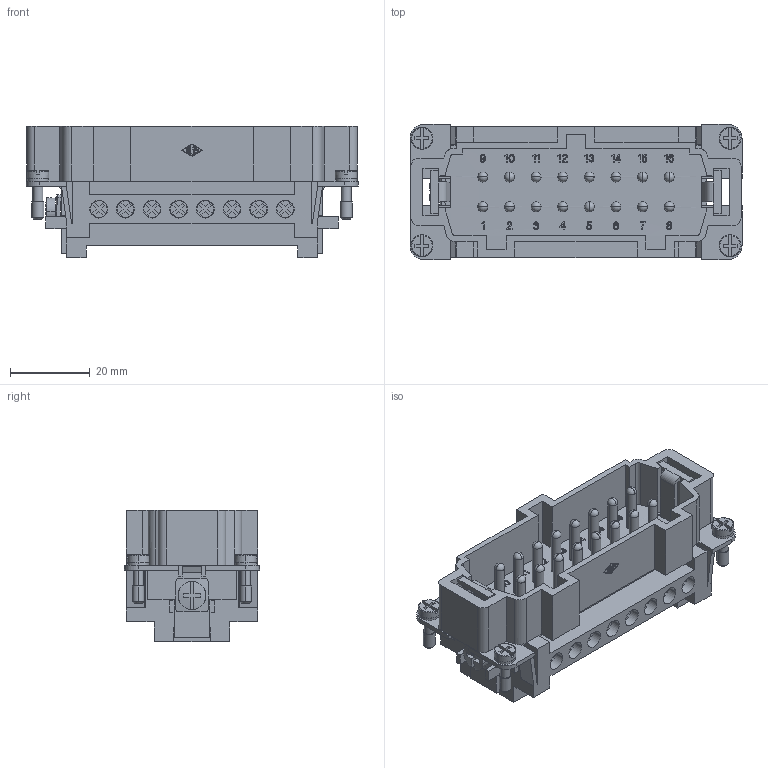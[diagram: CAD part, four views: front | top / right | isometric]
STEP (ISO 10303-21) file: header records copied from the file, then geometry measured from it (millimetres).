
FILE_DESCRIPTION(('Creo Elements/Direct Modeling STEP Export'),'2;1');
FILE_NAME('CNEM 16 RY.stp','2012-06-15T14:11:47',(''),(''),'Creo Elements/Direct Modeling STEP processor for AP214 (Solid Model)','Creo Elements/Direct Modeling 17.0D 15-Jul-2011 (C) Parametric Technology GmbH','');
FILE_SCHEMA(('AUTOMOTIVE_DESIGN { 1 0 10303 214 1 1 1 1 }'));
Products named in the file (1): CNEM_16_RY
Bounding box: 83.5 x 34 x 33 mm (x, y, z)
Volume: 33076.6 mm3; surface area: 28597.2 mm2
Topology: 3 solids, 3 shells, 2903 faces, 8294 edges, 5502 vertices
Faces by surface type: plane 2597, cylinder 254, sphere 36, cone 8, torus 8
Entity records: 100844 total; most frequent: ORIENTED_EDGE 16532, CARTESIAN_POINT 16483, DIRECTION 14228, EDGE_CURVE 8262, VECTOR 7412, LINE 7412, VERTEX_POINT 5503, AXIS2_PLACEMENT_3D 3408
